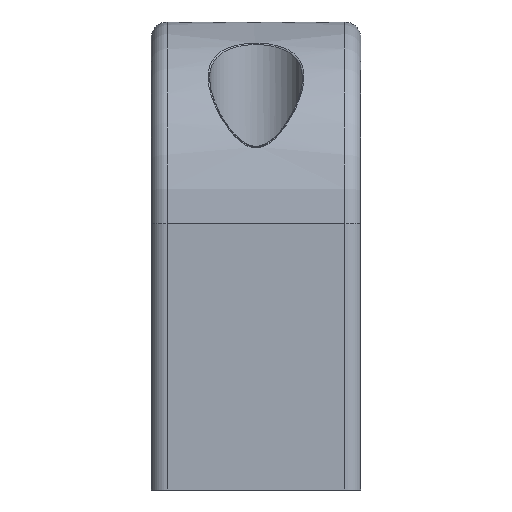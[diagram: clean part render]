
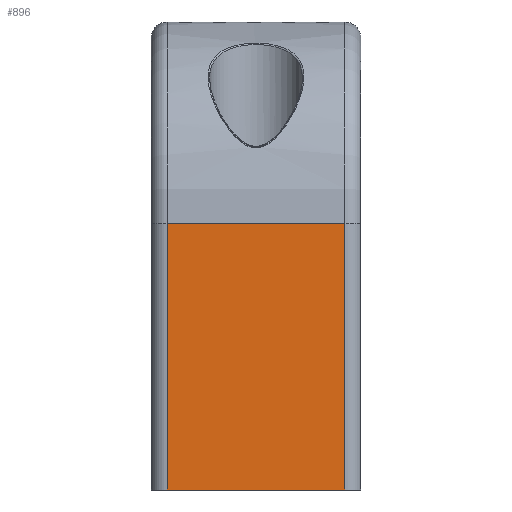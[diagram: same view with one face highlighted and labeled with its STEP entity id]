
A CAD part, front view. The second image highlights one B-rep face of the part: STEP entity #896.
In plain terms, the highlighted planar face has unit normal (0, -1, 0).
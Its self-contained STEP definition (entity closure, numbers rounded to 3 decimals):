
#46 = CARTESIAN_POINT ( 'NONE',  ( 13., -97.5, -25. ) ) ;
#255 = EDGE_CURVE ( 'NONE', #3622, #10405, #11435, .T. ) ;
#862 = ORIENTED_EDGE ( 'NONE', *, *, #7039, .F. ) ;
#896 = ADVANCED_FACE ( 'NONE', ( #6369 ), #9840, .F. ) ;
#1209 = CARTESIAN_POINT ( 'NONE',  ( -11., -97.5, -58. ) ) ;
#1282 = VERTEX_POINT ( 'NONE', #6082 ) ;
#1828 = DIRECTION ( 'NONE',  ( 0., 1., 0. ) ) ;
#2036 = ORIENTED_EDGE ( 'NONE', *, *, #9442, .F. ) ;
#2255 = VECTOR ( 'NONE', #11120, 1000. ) ;
#3220 = DIRECTION ( 'NONE',  ( -1., 0., 0. ) ) ;
#3407 = VECTOR ( 'NONE', #5392, 1000. ) ;
#3622 = VERTEX_POINT ( 'NONE', #9344 ) ;
#3669 = LINE ( 'NONE', #5899, #10532 ) ;
#4125 = AXIS2_PLACEMENT_3D ( 'NONE', #46, #1828, #8073 ) ;
#5392 = DIRECTION ( 'NONE',  ( 0., 0., -1. ) ) ;
#5899 = CARTESIAN_POINT ( 'NONE',  ( 13., -97.5, -58. ) ) ;
#6082 = CARTESIAN_POINT ( 'NONE',  ( 11., -97.5, -58. ) ) ;
#6277 = CARTESIAN_POINT ( 'NONE',  ( 11., -97.5, -25. ) ) ;
#6369 = FACE_OUTER_BOUND ( 'NONE', #9684, .T. ) ;
#6478 = ORIENTED_EDGE ( 'NONE', *, *, #255, .T. ) ;
#6661 = CARTESIAN_POINT ( 'NONE',  ( -11., -97.5, -25. ) ) ;
#6768 = CARTESIAN_POINT ( 'NONE',  ( -11., -97.5, -25. ) ) ;
#7039 = EDGE_CURVE ( 'NONE', #1282, #10887, #3669, .T. ) ;
#7377 = ORIENTED_EDGE ( 'NONE', *, *, #7744, .F. ) ;
#7744 = EDGE_CURVE ( 'NONE', #10887, #10405, #9393, .T. ) ;
#7750 = DIRECTION ( 'NONE',  ( -1., 0., 0. ) ) ;
#8073 = DIRECTION ( 'NONE',  ( 0., 0., -1. ) ) ;
#8135 = LINE ( 'NONE', #6277, #3407 ) ;
#9050 = VECTOR ( 'NONE', #7750, 1000. ) ;
#9344 = CARTESIAN_POINT ( 'NONE',  ( 11., -97.5, -25. ) ) ;
#9393 = LINE ( 'NONE', #6661, #2255 ) ;
#9442 = EDGE_CURVE ( 'NONE', #3622, #1282, #8135, .T. ) ;
#9684 = EDGE_LOOP ( 'NONE', ( #6478, #7377, #862, #2036 ) ) ;
#9840 = PLANE ( 'NONE',  #4125 ) ;
#10405 = VERTEX_POINT ( 'NONE', #6768 ) ;
#10532 = VECTOR ( 'NONE', #3220, 1000. ) ;
#10887 = VERTEX_POINT ( 'NONE', #1209 ) ;
#11120 = DIRECTION ( 'NONE',  ( 0., 0., 1. ) ) ;
#11314 = CARTESIAN_POINT ( 'NONE',  ( 13., -97.5, -25. ) ) ;
#11435 = LINE ( 'NONE', #11314, #9050 ) ;
